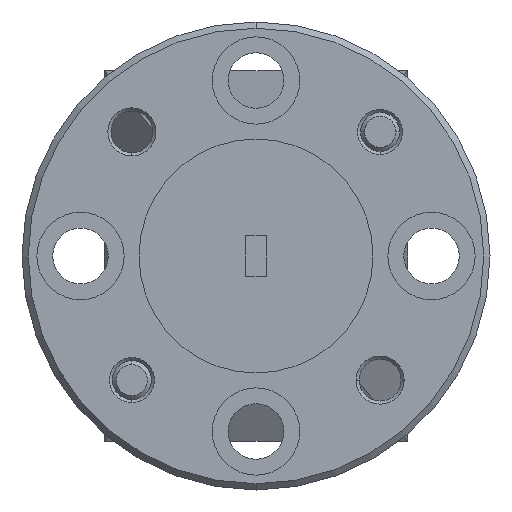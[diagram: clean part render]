
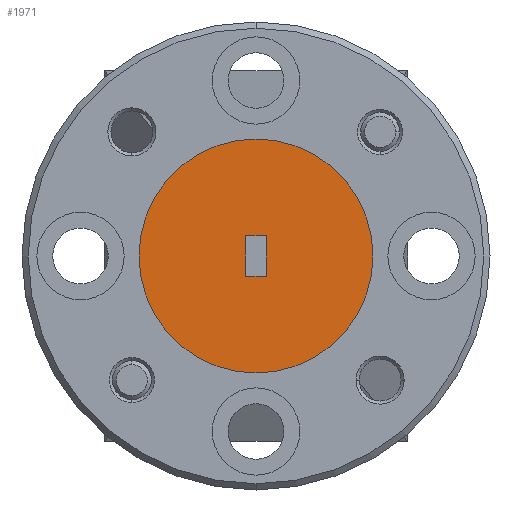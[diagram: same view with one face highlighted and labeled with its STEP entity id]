
A CAD part, left-side view. The second image highlights one B-rep face of the part: STEP entity #1971.
In plain terms, the highlighted planar face has unit normal (-1, 0, 0).
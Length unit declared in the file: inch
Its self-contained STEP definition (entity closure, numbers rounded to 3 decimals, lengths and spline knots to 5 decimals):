
#19 = VECTOR ( 'NONE', #1932, 39.37008 ) ;
#103 = EDGE_CURVE ( 'NONE', #918, #557, #932, .T. ) ;
#152 = ORIENTED_EDGE ( 'NONE', *, *, #1100, .T. ) ;
#260 = CARTESIAN_POINT ( 'NONE',  ( -2.00042, 0.7967, 0. ) ) ;
#355 = VERTEX_POINT ( 'NONE', #1828 ) ;
#444 = AXIS2_PLACEMENT_3D ( 'NONE', #2354, #2158, #2255 ) ;
#451 = CARTESIAN_POINT ( 'NONE',  ( -2.00042, 0.7642, 0.0325 ) ) ;
#508 = ORIENTED_EDGE ( 'NONE', *, *, #2254, .F. ) ;
#538 = EDGE_CURVE ( 'NONE', #1947, #657, #1512, .T. ) ;
#546 = CARTESIAN_POINT ( 'NONE',  ( -2.00042, 0.78045, 0.0325 ) ) ;
#557 = VERTEX_POINT ( 'NONE', #1271 ) ;
#603 = AXIS2_PLACEMENT_3D ( 'NONE', #2265, #1337, #1318 ) ;
#656 = EDGE_LOOP ( 'NONE', ( #1634, #508 ) ) ;
#657 = VERTEX_POINT ( 'NONE', #451 ) ;
#660 = CARTESIAN_POINT ( 'NONE',  ( -2.00042, 0.96795, 0. ) ) ;
#710 = DIRECTION ( 'NONE',  ( 0., 0., -1. ) ) ;
#729 = LINE ( 'NONE', #1446, #2023 ) ;
#758 = LINE ( 'NONE', #260, #19 ) ;
#760 = CIRCLE ( 'NONE', #1042, 0.1875 ) ;
#775 = EDGE_CURVE ( 'NONE', #657, #2127, #729, .T. ) ;
#820 = VECTOR ( 'NONE', #1056, 39.37008 ) ;
#828 = EDGE_LOOP ( 'NONE', ( #1786, #152, #2390, #1410 ) ) ;
#901 = CARTESIAN_POINT ( 'NONE',  ( -2.00042, 0.78045, -0.0325 ) ) ;
#918 = VERTEX_POINT ( 'NONE', #660 ) ;
#932 = CIRCLE ( 'NONE', #603, 0.1875 ) ;
#1042 = AXIS2_PLACEMENT_3D ( 'NONE', #1219, #1961, #1228 ) ;
#1056 = DIRECTION ( 'NONE',  ( 0., 1., 0. ) ) ;
#1100 = EDGE_CURVE ( 'NONE', #355, #1947, #758, .T. ) ;
#1106 = FACE_BOUND ( 'NONE', #828, .T. ) ;
#1219 = CARTESIAN_POINT ( 'NONE',  ( -2.00042, 0.78045, 0. ) ) ;
#1228 = DIRECTION ( 'NONE',  ( 0., 1., 0. ) ) ;
#1271 = CARTESIAN_POINT ( 'NONE',  ( -2.00042, 0.59295, 0. ) ) ;
#1293 = DIRECTION ( 'NONE',  ( 0., -1., 0. ) ) ;
#1318 = DIRECTION ( 'NONE',  ( 0., 1., 0. ) ) ;
#1337 = DIRECTION ( 'NONE',  ( 1., 0., 0. ) ) ;
#1410 = ORIENTED_EDGE ( 'NONE', *, *, #775, .T. ) ;
#1446 = CARTESIAN_POINT ( 'NONE',  ( -2.00042, 0.7642, 0. ) ) ;
#1482 = EDGE_CURVE ( 'NONE', #2127, #355, #1773, .T. ) ;
#1512 = LINE ( 'NONE', #546, #1600 ) ;
#1597 = PLANE ( 'NONE',  #444 ) ;
#1600 = VECTOR ( 'NONE', #1293, 39.37008 ) ;
#1634 = ORIENTED_EDGE ( 'NONE', *, *, #103, .F. ) ;
#1656 = FACE_OUTER_BOUND ( 'NONE', #656, .T. ) ;
#1773 = LINE ( 'NONE', #901, #820 ) ;
#1786 = ORIENTED_EDGE ( 'NONE', *, *, #1482, .T. ) ;
#1828 = CARTESIAN_POINT ( 'NONE',  ( -2.00042, 0.7967, -0.0325 ) ) ;
#1932 = DIRECTION ( 'NONE',  ( 0., 0., 1. ) ) ;
#1947 = VERTEX_POINT ( 'NONE', #1956 ) ;
#1956 = CARTESIAN_POINT ( 'NONE',  ( -2.00042, 0.7967, 0.0325 ) ) ;
#1961 = DIRECTION ( 'NONE',  ( 1., 0., 0. ) ) ;
#1971 = ADVANCED_FACE ( 'NONE', ( #1106, #1656 ), #1597, .T. ) ;
#2023 = VECTOR ( 'NONE', #710, 39.37008 ) ;
#2127 = VERTEX_POINT ( 'NONE', #2316 ) ;
#2158 = DIRECTION ( 'NONE',  ( -1., 0., 0. ) ) ;
#2254 = EDGE_CURVE ( 'NONE', #557, #918, #760, .T. ) ;
#2255 = DIRECTION ( 'NONE',  ( 0., -1., 0. ) ) ;
#2265 = CARTESIAN_POINT ( 'NONE',  ( -2.00042, 0.78045, 0. ) ) ;
#2316 = CARTESIAN_POINT ( 'NONE',  ( -2.00042, 0.7642, -0.0325 ) ) ;
#2354 = CARTESIAN_POINT ( 'NONE',  ( -2.00042, 0.78045, 0. ) ) ;
#2390 = ORIENTED_EDGE ( 'NONE', *, *, #538, .T. ) ;
